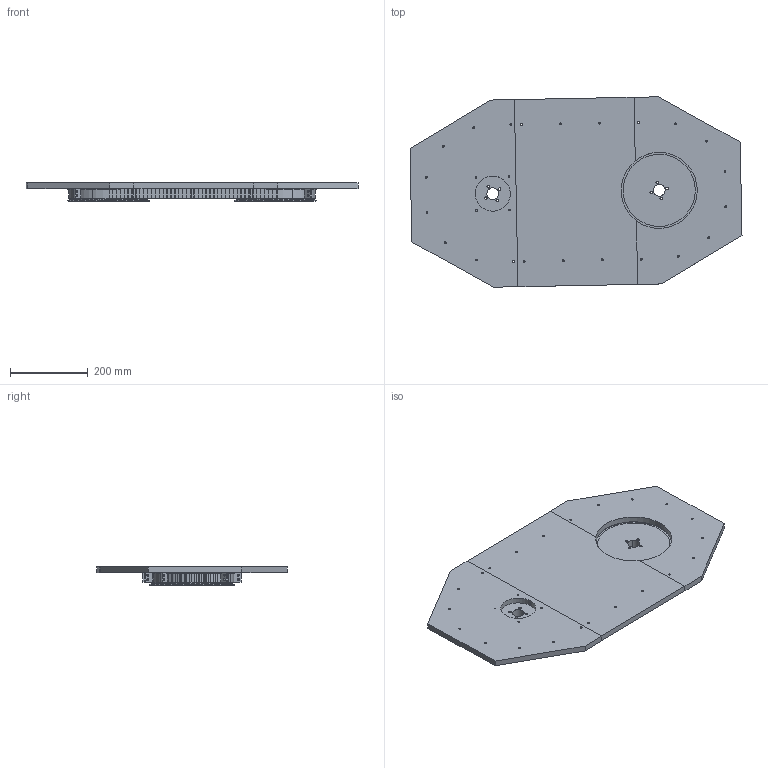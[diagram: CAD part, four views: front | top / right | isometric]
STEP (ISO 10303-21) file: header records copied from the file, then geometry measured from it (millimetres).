
FILE_DESCRIPTION (( 'STEP AP214' ), '1' );
FILE_NAME ('ÐÂµ¼¹ì.STEP', '2020-12-14T00:55:46', ( '' ), ( '' ), 'SwSTEP 2.0', 'SolidWorks 2020', '' );
FILE_SCHEMA (( 'AUTOMOTIVE_DESIGN' ));
Length unit declared in the file: millimetre
Products named in the file (6): 陔絳寢; 菁啣; ATP50H100-A-P30-KC90-QFC42-M8_b; 菁啣2; 菁啣笢潔; ATBT-1500T10250-B-P150-NB
Assembly tree (6 placements, depth 2):
  陔絳寢
    菁啣2
    菁啣笢潔
    菁啣
    ATBT-1500T10250-B-P150-NB
    ATP50H100-A-P30-KC90-QFC42-M8_b  x2
Bounding box: 851.46 x 488.21 x 47.67 mm (x, y, z)
Volume: 6796991.1 mm3; surface area: 1043717 mm2
Topology: 6 solids, 6 shells, 2071 faces, 5717 edges, 3666 vertices
Faces by surface type: plane 1196, cylinder 835, cone 40
Entity records: 49036 total; most frequent: CARTESIAN_POINT 8640, ORIENTED_EDGE 8360, DIRECTION 8210, EDGE_CURVE 4180, LINE 3098, VECTOR 3098, VERTEX_POINT 2714, AXIS2_PLACEMENT_3D 2556
